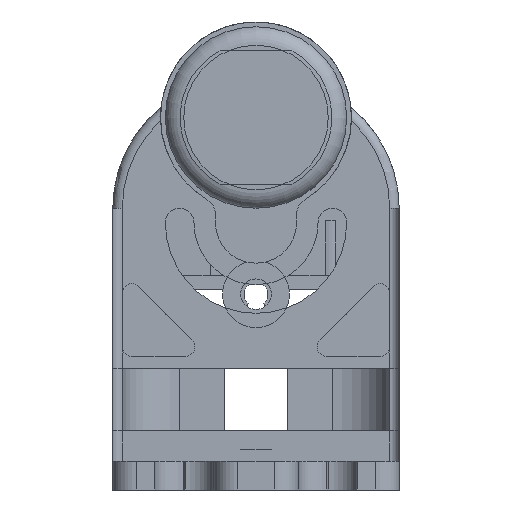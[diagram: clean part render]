
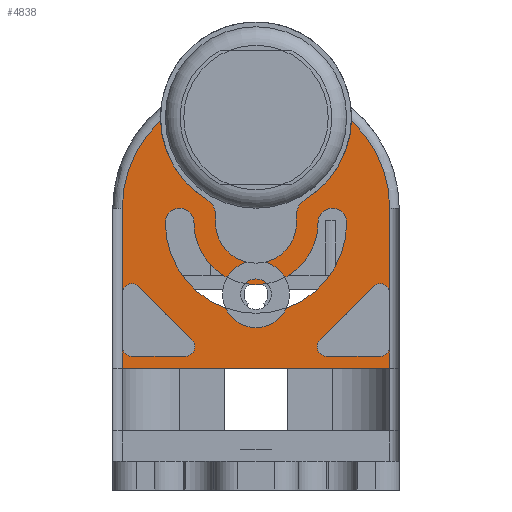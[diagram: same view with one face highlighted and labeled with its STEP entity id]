
A CAD part, front view. The second image highlights one B-rep face of the part: STEP entity #4838.
In plain terms, the highlighted planar face has unit normal (0, -1, 0).
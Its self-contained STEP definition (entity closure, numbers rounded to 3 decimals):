
#38=PLANE('',#5053);
#143=FACE_BOUND('',#1461,.T.);
#215=LINE('',#6981,#775);
#219=LINE('',#6993,#779);
#220=LINE('',#6997,#780);
#221=LINE('',#7001,#781);
#222=LINE('',#7004,#782);
#223=LINE('',#7006,#783);
#224=LINE('',#7010,#784);
#225=LINE('',#7014,#785);
#226=LINE('',#7017,#786);
#775=VECTOR('',#5553,28.);
#779=VECTOR('',#5563,8.91);
#780=VECTOR('',#5566,7.905);
#781=VECTOR('',#5569,5.59);
#782=VECTOR('',#5572,2.3);
#783=VECTOR('',#5573,2.3);
#784=VECTOR('',#5576,5.59);
#785=VECTOR('',#5579,7.905);
#786=VECTOR('',#5582,8.91);
#1302=FACE_OUTER_BOUND('',#1460,.T.);
#1460=EDGE_LOOP('',(#3522,#3523,#3524,#3525,#3526,#3527,#3528,#3529,#3530,
#3531,#3532,#3533,#3534,#3535,#3536,#3537,#3538,#3539,#3540,#3541,#3542,
#3543));
#1461=EDGE_LOOP('',(#3544,#3545,#3546,#3547));
#1632=CIRCLE('',#5017,2.);
#1635=CIRCLE('',#5021,4.25);
#1636=CIRCLE('',#5023,2.);
#1638=CIRCLE('',#5026,10.);
#1640=CIRCLE('',#5028,10.);
#1651=CIRCLE('',#5046,12.5);
#1656=CIRCLE('',#5054,12.5);
#1657=CIRCLE('',#5055,1.);
#1658=CIRCLE('',#5056,1.);
#1659=CIRCLE('',#5057,1.);
#1660=CIRCLE('',#5058,1.);
#1661=CIRCLE('',#5059,1.);
#1662=CIRCLE('',#5060,1.);
#1663=CIRCLE('',#5061,1.5);
#1664=CIRCLE('',#5062,6.5);
#1665=CIRCLE('',#5063,1.5);
#1666=CIRCLE('',#5064,9.5);
#1890=VERTEX_POINT('',#6823);
#1891=VERTEX_POINT('',#6824);
#1895=VERTEX_POINT('',#6834);
#1896=VERTEX_POINT('',#6838);
#1898=VERTEX_POINT('',#6844);
#1903=VERTEX_POINT('',#6865);
#1931=VERTEX_POINT('',#6945);
#1944=VERTEX_POINT('',#6978);
#1945=VERTEX_POINT('',#6980);
#1949=VERTEX_POINT('',#6990);
#1950=VERTEX_POINT('',#6992);
#1951=VERTEX_POINT('',#6994);
#1952=VERTEX_POINT('',#6996);
#1953=VERTEX_POINT('',#6998);
#1954=VERTEX_POINT('',#7000);
#1955=VERTEX_POINT('',#7002);
#1956=VERTEX_POINT('',#7005);
#1957=VERTEX_POINT('',#7007);
#1958=VERTEX_POINT('',#7009);
#1959=VERTEX_POINT('',#7011);
#1960=VERTEX_POINT('',#7013);
#1961=VERTEX_POINT('',#7015);
#1962=VERTEX_POINT('',#7018);
#1963=VERTEX_POINT('',#7019);
#1964=VERTEX_POINT('',#7021);
#1965=VERTEX_POINT('',#7023);
#2581=EDGE_CURVE('',#1890,#1891,#1632,.T.);
#2587=EDGE_CURVE('',#1891,#1895,#1635,.T.);
#2588=EDGE_CURVE('',#1895,#1896,#1636,.T.);
#2591=EDGE_CURVE('',#1898,#1890,#1638,.T.);
#2597=EDGE_CURVE('',#1896,#1903,#1640,.T.);
#2630=EDGE_CURVE('',#1898,#1931,#1651,.T.);
#2649=EDGE_CURVE('',#1945,#1944,#215,.T.);
#2654=EDGE_CURVE('',#1949,#1903,#1656,.T.);
#2655=EDGE_CURVE('',#1950,#1949,#219,.T.);
#2656=EDGE_CURVE('',#1950,#1951,#1657,.T.);
#2657=EDGE_CURVE('',#1951,#1952,#220,.T.);
#2658=EDGE_CURVE('',#1952,#1953,#1658,.T.);
#2659=EDGE_CURVE('',#1953,#1954,#221,.T.);
#2660=EDGE_CURVE('',#1954,#1955,#1659,.T.);
#2661=EDGE_CURVE('',#1945,#1955,#222,.T.);
#2662=EDGE_CURVE('',#1956,#1944,#223,.T.);
#2663=EDGE_CURVE('',#1956,#1957,#1660,.T.);
#2664=EDGE_CURVE('',#1957,#1958,#224,.T.);
#2665=EDGE_CURVE('',#1958,#1959,#1661,.T.);
#2666=EDGE_CURVE('',#1959,#1960,#225,.T.);
#2667=EDGE_CURVE('',#1960,#1961,#1662,.T.);
#2668=EDGE_CURVE('',#1931,#1961,#226,.T.);
#2669=EDGE_CURVE('',#1962,#1963,#1663,.T.);
#2670=EDGE_CURVE('',#1963,#1964,#1664,.T.);
#2671=EDGE_CURVE('',#1964,#1965,#1665,.T.);
#2672=EDGE_CURVE('',#1965,#1962,#1666,.T.);
#3522=ORIENTED_EDGE('',*,*,#2581,.T.);
#3523=ORIENTED_EDGE('',*,*,#2587,.T.);
#3524=ORIENTED_EDGE('',*,*,#2588,.T.);
#3525=ORIENTED_EDGE('',*,*,#2597,.T.);
#3526=ORIENTED_EDGE('',*,*,#2654,.F.);
#3527=ORIENTED_EDGE('',*,*,#2655,.F.);
#3528=ORIENTED_EDGE('',*,*,#2656,.T.);
#3529=ORIENTED_EDGE('',*,*,#2657,.T.);
#3530=ORIENTED_EDGE('',*,*,#2658,.T.);
#3531=ORIENTED_EDGE('',*,*,#2659,.T.);
#3532=ORIENTED_EDGE('',*,*,#2660,.T.);
#3533=ORIENTED_EDGE('',*,*,#2661,.F.);
#3534=ORIENTED_EDGE('',*,*,#2649,.T.);
#3535=ORIENTED_EDGE('',*,*,#2662,.F.);
#3536=ORIENTED_EDGE('',*,*,#2663,.T.);
#3537=ORIENTED_EDGE('',*,*,#2664,.T.);
#3538=ORIENTED_EDGE('',*,*,#2665,.T.);
#3539=ORIENTED_EDGE('',*,*,#2666,.T.);
#3540=ORIENTED_EDGE('',*,*,#2667,.T.);
#3541=ORIENTED_EDGE('',*,*,#2668,.F.);
#3542=ORIENTED_EDGE('',*,*,#2630,.F.);
#3543=ORIENTED_EDGE('',*,*,#2591,.T.);
#3544=ORIENTED_EDGE('',*,*,#2669,.T.);
#3545=ORIENTED_EDGE('',*,*,#2670,.T.);
#3546=ORIENTED_EDGE('',*,*,#2671,.T.);
#3547=ORIENTED_EDGE('',*,*,#2672,.T.);
#4838=ADVANCED_FACE('',(#1302,#143),#38,.T.);
#5017=AXIS2_PLACEMENT_3D('',#6825,#5440,#5441);
#5021=AXIS2_PLACEMENT_3D('',#6836,#5451,#5452);
#5023=AXIS2_PLACEMENT_3D('',#6839,#5455,#5456);
#5026=AXIS2_PLACEMENT_3D('',#6845,#5462,#5463);
#5028=AXIS2_PLACEMENT_3D('',#6878,#5468,#5469);
#5046=AXIS2_PLACEMENT_3D('',#6946,#5526,#5527);
#5053=AXIS2_PLACEMENT_3D('',#6989,#5559,#5560);
#5054=AXIS2_PLACEMENT_3D('',#6991,#5561,#5562);
#5055=AXIS2_PLACEMENT_3D('',#6995,#5564,#5565);
#5056=AXIS2_PLACEMENT_3D('',#6999,#5567,#5568);
#5057=AXIS2_PLACEMENT_3D('',#7003,#5570,#5571);
#5058=AXIS2_PLACEMENT_3D('',#7008,#5574,#5575);
#5059=AXIS2_PLACEMENT_3D('',#7012,#5577,#5578);
#5060=AXIS2_PLACEMENT_3D('',#7016,#5580,#5581);
#5061=AXIS2_PLACEMENT_3D('',#7020,#5583,#5584);
#5062=AXIS2_PLACEMENT_3D('',#7022,#5585,#5586);
#5063=AXIS2_PLACEMENT_3D('',#7024,#5587,#5588);
#5064=AXIS2_PLACEMENT_3D('',#7025,#5589,#5590);
#5440=DIRECTION('center_axis',(0.,-1.,0.));
#5441=DIRECTION('ref_axis',(-0.898,0.,0.439));
#5451=DIRECTION('center_axis',(0.,1.,0.));
#5452=DIRECTION('ref_axis',(-0.744,0.,0.668));
#5455=DIRECTION('center_axis',(0.,-1.,0.));
#5456=DIRECTION('ref_axis',(0.898,0.,0.439));
#5462=DIRECTION('center_axis',(0.,1.,0.));
#5463=DIRECTION('ref_axis',(-1.,0.,0.));
#5468=DIRECTION('center_axis',(0.,1.,0.));
#5469=DIRECTION('ref_axis',(-1.,0.,0.));
#5526=DIRECTION('center_axis',(0.,1.,0.));
#5527=DIRECTION('ref_axis',(0.902,0.,0.433));
#5553=DIRECTION('',(1.,0.,0.));
#5559=DIRECTION('center_axis',(0.,-1.,0.));
#5560=DIRECTION('ref_axis',(1.,0.,0.));
#5561=DIRECTION('center_axis',(0.,1.,0.));
#5562=DIRECTION('ref_axis',(-0.902,0.,0.433));
#5563=DIRECTION('',(0.,0.,1.));
#5564=DIRECTION('center_axis',(0.,1.,0.));
#5565=DIRECTION('ref_axis',(-0.707,0.,-0.707));
#5566=DIRECTION('',(0.707,0.,-0.707));
#5567=DIRECTION('center_axis',(0.,1.,0.));
#5568=DIRECTION('ref_axis',(0.,0.,1.));
#5569=DIRECTION('',(-1.,0.,0.));
#5570=DIRECTION('center_axis',(0.,1.,0.));
#5571=DIRECTION('ref_axis',(1.,0.,0.));
#5572=DIRECTION('',(0.,0.,1.));
#5573=DIRECTION('',(0.,0.,-1.));
#5574=DIRECTION('center_axis',(0.,1.,0.));
#5575=DIRECTION('ref_axis',(0.,0.,-1.));
#5576=DIRECTION('',(-1.,0.,0.));
#5577=DIRECTION('center_axis',(0.,1.,0.));
#5578=DIRECTION('ref_axis',(-0.707,0.,0.707));
#5579=DIRECTION('',(0.707,0.,0.707));
#5580=DIRECTION('center_axis',(0.,1.,0.));
#5581=DIRECTION('ref_axis',(1.,0.,0.));
#5582=DIRECTION('',(0.,0.,-1.));
#5583=DIRECTION('center_axis',(0.,1.,0.));
#5584=DIRECTION('ref_axis',(-1.,0.,0.));
#5585=DIRECTION('center_axis',(0.,-1.,0.));
#5586=DIRECTION('ref_axis',(-1.,0.,0.));
#5587=DIRECTION('center_axis',(0.,1.,0.));
#5588=DIRECTION('ref_axis',(-1.,0.,0.));
#5589=DIRECTION('center_axis',(0.,1.,0.));
#5590=DIRECTION('ref_axis',(1.,0.,0.));
#6823=CARTESIAN_POINT('',(5.173,-20.,30.442));
#6824=CARTESIAN_POINT('',(4.221,-20.,28.496));
#6825=CARTESIAN_POINT('Origin',(6.207,-20.,28.73));
#6834=CARTESIAN_POINT('',(-4.221,-20.,28.496));
#6836=CARTESIAN_POINT('Origin',(0.,-20.,28.));
#6838=CARTESIAN_POINT('',(-5.173,-20.,30.442));
#6839=CARTESIAN_POINT('Origin',(-6.207,-20.,28.73));
#6844=CARTESIAN_POINT('',(9.995,-20.,38.67));
#6845=CARTESIAN_POINT('Origin',(0.,-20.,39.));
#6865=CARTESIAN_POINT('',(-9.995,-20.,38.67));
#6878=CARTESIAN_POINT('Origin',(0.,-20.,39.));
#6945=CARTESIAN_POINT('',(14.,-20.,29.5));
#6946=CARTESIAN_POINT('Origin',(1.5,-20.,29.5));
#6978=CARTESIAN_POINT('',(14.,-20.,12.7));
#6980=CARTESIAN_POINT('',(-14.,-20.,12.7));
#6981=CARTESIAN_POINT('',(0.,-20.,12.7));
#6989=CARTESIAN_POINT('Origin',(0.,-20.,39.));
#6990=CARTESIAN_POINT('',(-14.,-20.,29.5));
#6991=CARTESIAN_POINT('Origin',(-1.5,-20.,29.5));
#6992=CARTESIAN_POINT('',(-14.,-20.,20.59));
#6993=CARTESIAN_POINT('',(-14.,-20.,34.25));
#6994=CARTESIAN_POINT('',(-12.293,-20.,21.297));
#6995=CARTESIAN_POINT('Origin',(-13.,-20.,20.59));
#6996=CARTESIAN_POINT('',(-6.703,-20.,15.707));
#6997=CARTESIAN_POINT('',(-13.645,-20.,22.65));
#6998=CARTESIAN_POINT('',(-7.41,-20.,14.));
#6999=CARTESIAN_POINT('Origin',(-7.41,-20.,15.));
#7000=CARTESIAN_POINT('',(-13.,-20.,14.));
#7001=CARTESIAN_POINT('',(-3.705,-20.,14.));
#7002=CARTESIAN_POINT('',(-14.,-20.,15.));
#7003=CARTESIAN_POINT('Origin',(-13.,-20.,15.));
#7004=CARTESIAN_POINT('',(-14.,-20.,34.25));
#7005=CARTESIAN_POINT('',(14.,-20.,15.));
#7006=CARTESIAN_POINT('',(14.,-20.,19.5));
#7007=CARTESIAN_POINT('',(13.,-20.,14.));
#7008=CARTESIAN_POINT('Origin',(13.,-20.,15.));
#7009=CARTESIAN_POINT('',(7.41,-20.,14.));
#7010=CARTESIAN_POINT('',(6.5,-20.,14.));
#7011=CARTESIAN_POINT('',(6.703,-20.,15.707));
#7012=CARTESIAN_POINT('Origin',(7.41,-20.,15.));
#7013=CARTESIAN_POINT('',(12.293,-20.,21.297));
#7014=CARTESIAN_POINT('',(10.85,-20.,19.855));
#7015=CARTESIAN_POINT('',(14.,-20.,20.59));
#7016=CARTESIAN_POINT('Origin',(13.,-20.,20.59));
#7017=CARTESIAN_POINT('',(14.,-20.,19.5));
#7018=CARTESIAN_POINT('',(-9.5,-20.,28.));
#7019=CARTESIAN_POINT('',(-6.5,-20.,28.));
#7020=CARTESIAN_POINT('Origin',(-8.,-20.,28.));
#7021=CARTESIAN_POINT('',(6.5,-20.,28.));
#7022=CARTESIAN_POINT('Origin',(0.,-20.,28.));
#7023=CARTESIAN_POINT('',(9.5,-20.,28.));
#7024=CARTESIAN_POINT('Origin',(8.,-20.,28.));
#7025=CARTESIAN_POINT('Origin',(0.,-20.,28.));
